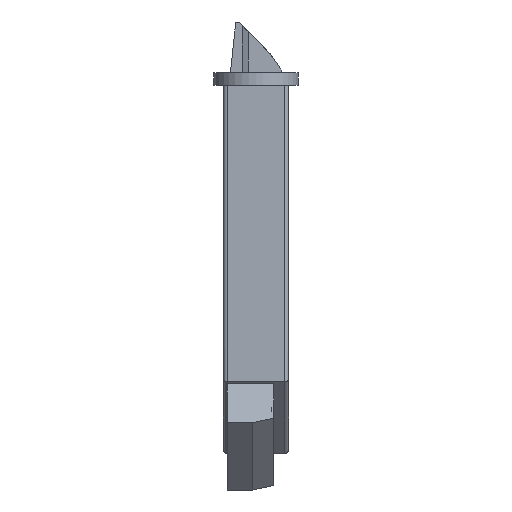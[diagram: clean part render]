
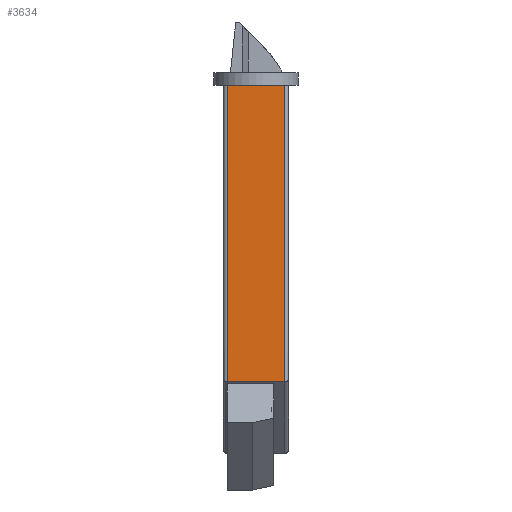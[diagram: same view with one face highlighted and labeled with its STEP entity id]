
A CAD part, front view. The second image highlights one B-rep face of the part: STEP entity #3634.
In plain terms, the highlighted planar face has unit normal (0, -1, 0).
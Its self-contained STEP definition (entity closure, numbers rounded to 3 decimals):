
#222 = ORIENTED_EDGE ( 'NONE', *, *, #6128, .T. ) ;
#377 = CARTESIAN_POINT ( 'NONE',  ( 6.75, -108., -13. ) ) ;
#492 = CARTESIAN_POINT ( 'NONE',  ( 7.75, -108., 57. ) ) ;
#506 = DIRECTION ( 'NONE',  ( 0., 1., 0. ) ) ;
#576 = VECTOR ( 'NONE', #6851, 1000. ) ;
#978 = EDGE_CURVE ( 'NONE', #4555, #3283, #5486, .T. ) ;
#1115 = DIRECTION ( 'NONE',  ( -1., 0., 0. ) ) ;
#1128 = FACE_OUTER_BOUND ( 'NONE', #1663, .T. ) ;
#1663 = EDGE_LOOP ( 'NONE', ( #222, #2236, #2991, #4472 ) ) ;
#2119 = LINE ( 'NONE', #8203, #576 ) ;
#2236 = ORIENTED_EDGE ( 'NONE', *, *, #8654, .T. ) ;
#2283 = CARTESIAN_POINT ( 'NONE',  ( -6.75, -108., -13. ) ) ;
#2488 = DIRECTION ( 'NONE',  ( 0., 0., 1. ) ) ;
#2856 = VERTEX_POINT ( 'NONE', #7077 ) ;
#2991 = ORIENTED_EDGE ( 'NONE', *, *, #978, .F. ) ;
#3283 = VERTEX_POINT ( 'NONE', #2283 ) ;
#3634 = ADVANCED_FACE ( 'NONE', ( #1128 ), #4544, .F. ) ;
#4472 = ORIENTED_EDGE ( 'NONE', *, *, #5482, .T. ) ;
#4544 = PLANE ( 'NONE',  #5874 ) ;
#4554 = LINE ( 'NONE', #377, #7157 ) ;
#4555 = VERTEX_POINT ( 'NONE', #5666 ) ;
#5247 = LINE ( 'NONE', #492, #8324 ) ;
#5311 = DIRECTION ( 'NONE',  ( 0., 0., 1. ) ) ;
#5397 = CARTESIAN_POINT ( 'NONE',  ( 7.75, -108., -13. ) ) ;
#5482 = EDGE_CURVE ( 'NONE', #4555, #6736, #4554, .T. ) ;
#5486 = LINE ( 'NONE', #5397, #5622 ) ;
#5622 = VECTOR ( 'NONE', #8200, 1000. ) ;
#5666 = CARTESIAN_POINT ( 'NONE',  ( 6.75, -108., -13. ) ) ;
#5874 = AXIS2_PLACEMENT_3D ( 'NONE', #7172, #506, #2488 ) ;
#6103 = CARTESIAN_POINT ( 'NONE',  ( 6.75, -108., 57. ) ) ;
#6128 = EDGE_CURVE ( 'NONE', #6736, #2856, #5247, .T. ) ;
#6736 = VERTEX_POINT ( 'NONE', #6103 ) ;
#6851 = DIRECTION ( 'NONE',  ( 0., 0., -1. ) ) ;
#7077 = CARTESIAN_POINT ( 'NONE',  ( -6.75, -108., 57. ) ) ;
#7157 = VECTOR ( 'NONE', #5311, 1000. ) ;
#7172 = CARTESIAN_POINT ( 'NONE',  ( 7.75, -108., -13. ) ) ;
#8200 = DIRECTION ( 'NONE',  ( -1., 0., 0. ) ) ;
#8203 = CARTESIAN_POINT ( 'NONE',  ( -6.75, -108., -13. ) ) ;
#8324 = VECTOR ( 'NONE', #1115, 1000. ) ;
#8654 = EDGE_CURVE ( 'NONE', #2856, #3283, #2119, .T. ) ;
